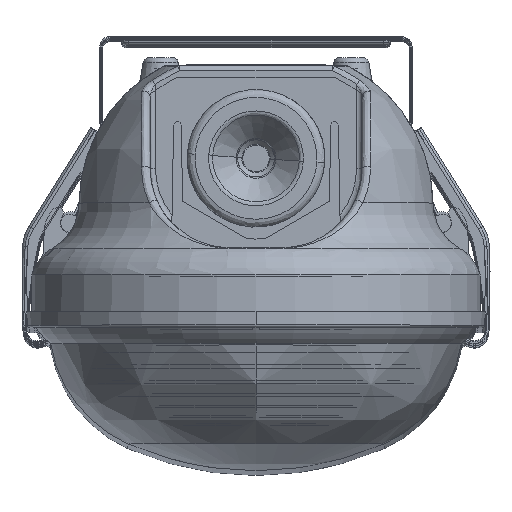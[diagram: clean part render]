
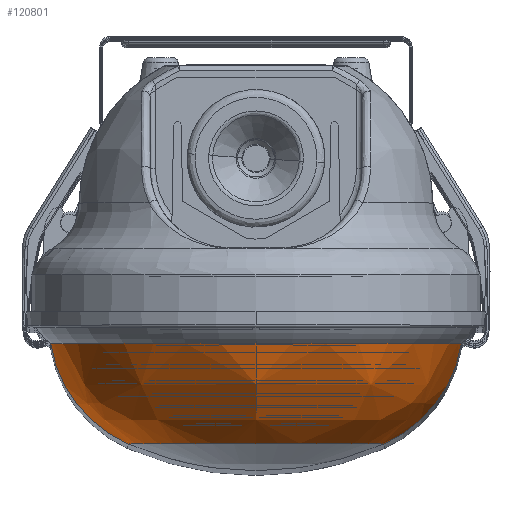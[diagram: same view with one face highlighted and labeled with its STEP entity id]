
A CAD part, top view. The second image highlights one B-rep face of the part: STEP entity #120801.
In plain terms, the highlighted free-form (B-spline) face has degree [3, 3] with [4, 4] control points.
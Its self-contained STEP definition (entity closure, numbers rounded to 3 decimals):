
#2543 = CIRCLE ( 'NONE', #30006, 25. ) ;
#4182 = CARTESIAN_POINT ( 'NONE',  ( 67.877, -21.412, 321.246 ) ) ;
#7342 = CARTESIAN_POINT ( 'NONE',  ( 61.204, -6., 334.592 ) ) ;
#12981 = DIRECTION ( 'NONE',  ( 0., -1., 0. ) ) ;
#15221 = FACE_OUTER_BOUND ( 'NONE', #33910, .T. ) ;
#16026 = EDGE_CURVE ( 'NONE', #101145, #35301, #2543, .T. ) ;
#22389 = DIRECTION ( 'NONE',  ( -1., 0., 0. ) ) ;
#24894 = VERTEX_POINT ( 'NONE', #50957 ) ;
#25188 = CARTESIAN_POINT ( 'NONE',  ( 137.419, -14.554, 257. ) ) ;
#27074 = ORIENTED_EDGE ( 'NONE', *, *, #74042, .F. ) ;
#29554 = ORIENTED_EDGE ( 'NONE', *, *, #16026, .F. ) ;
#29588 = AXIS2_PLACEMENT_3D ( 'NONE', #82448, #34480, #104454 ) ;
#30006 = AXIS2_PLACEMENT_3D ( 'NONE', #39856, #77402, #99474 ) ;
#30398 = CARTESIAN_POINT ( 'NONE',  ( 114.113, -2.028, 257. ) ) ;
#30855 = EDGE_CURVE ( 'NONE', #24894, #35301, #82655, .T. ) ;
#33815 = CARTESIAN_POINT ( 'NONE',  ( 61.204, -6., 257. ) ) ;
#33910 = EDGE_LOOP ( 'NONE', ( #110165, #29554, #27074, #121357 ) ) ;
#34319 = CARTESIAN_POINT ( 'NONE',  ( 75.806, -24.906, 305.388 ) ) ;
#34480 = DIRECTION ( 'NONE',  ( 0., -1., 0. ) ) ;
#35301 = VERTEX_POINT ( 'NONE', #84257 ) ;
#39732 = VERTEX_POINT ( 'NONE', #117497 ) ;
#39856 = CARTESIAN_POINT ( 'NONE',  ( 85.887, -2.028, 257. ) ) ;
#40338 = EDGE_CURVE ( 'NONE', #39732, #24894, #69253, .T. ) ;
#46597 = AXIS2_PLACEMENT_3D ( 'NONE', #117486, #12981, #50488 ) ;
#50488 = DIRECTION ( 'NONE',  ( 1., 0., 0. ) ) ;
#50957 = CARTESIAN_POINT ( 'NONE',  ( 138.796, -6., 257. ) ) ;
#51456 =( BOUNDED_SURFACE ( )  B_SPLINE_SURFACE ( 3, 3, ( 
 ( #52741, #118530, #34319, #71851 ),
 ( #109301, #53362, #4182, #92220 ),
 ( #25188, #82404, #54094, #54698 ),
 ( #71969, #72570, #7342, #33815 ) ),
 .UNSPECIFIED., .F., .F., .F. ) 
 B_SPLINE_SURFACE_WITH_KNOTS ( ( 4, 4 ),
 ( 4, 4 ),
 ( 0., 1. ),
 ( 0., 1. ),
 .UNSPECIFIED. ) 
 GEOMETRIC_REPRESENTATION_ITEM ( )  RATIONAL_B_SPLINE_SURFACE ( (
 ( 1., 0.333, 0.333, 1.),
 ( 0.919, 0.306, 0.306, 0.919),
 ( 0.919, 0.306, 0.306, 0.919),
 ( 1., 0.333, 0.333, 1.) ) ) 
 REPRESENTATION_ITEM ( '' )  SURFACE ( )  );
#52741 = CARTESIAN_POINT ( 'NONE',  ( 124.194, -24.906, 257. ) ) ;
#53362 = CARTESIAN_POINT ( 'NONE',  ( 132.123, -21.412, 321.246 ) ) ;
#54094 = CARTESIAN_POINT ( 'NONE',  ( 62.581, -14.554, 331.839 ) ) ;
#54698 = CARTESIAN_POINT ( 'NONE',  ( 62.581, -14.554, 257. ) ) ;
#69253 = CIRCLE ( 'NONE', #120313, 25. ) ;
#71851 = CARTESIAN_POINT ( 'NONE',  ( 75.806, -24.906, 257. ) ) ;
#71969 = CARTESIAN_POINT ( 'NONE',  ( 138.796, -6., 257. ) ) ;
#72570 = CARTESIAN_POINT ( 'NONE',  ( 138.796, -6., 334.592 ) ) ;
#74042 = EDGE_CURVE ( 'NONE', #39732, #101145, #74191, .T. ) ;
#74191 = CIRCLE ( 'NONE', #46597, 24.194 ) ;
#77402 = DIRECTION ( 'NONE',  ( 0., 0., -1. ) ) ;
#78382 = DIRECTION ( 'NONE',  ( 0., 0., 1. ) ) ;
#82404 = CARTESIAN_POINT ( 'NONE',  ( 137.419, -14.554, 331.839 ) ) ;
#82448 = CARTESIAN_POINT ( 'NONE',  ( 100., -6., 257. ) ) ;
#82655 = CIRCLE ( 'NONE', #29588, 38.796 ) ;
#84257 = CARTESIAN_POINT ( 'NONE',  ( 61.204, -6., 257. ) ) ;
#92220 = CARTESIAN_POINT ( 'NONE',  ( 67.877, -21.412, 257. ) ) ;
#99474 = DIRECTION ( 'NONE',  ( 1., 0., 0. ) ) ;
#101145 = VERTEX_POINT ( 'NONE', #115647 ) ;
#104454 = DIRECTION ( 'NONE',  ( 1., 0., 0. ) ) ;
#109301 = CARTESIAN_POINT ( 'NONE',  ( 132.123, -21.412, 257. ) ) ;
#110165 = ORIENTED_EDGE ( 'NONE', *, *, #30855, .T. ) ;
#115647 = CARTESIAN_POINT ( 'NONE',  ( 75.806, -24.906, 257. ) ) ;
#117486 = CARTESIAN_POINT ( 'NONE',  ( 100., -24.906, 257. ) ) ;
#117497 = CARTESIAN_POINT ( 'NONE',  ( 124.194, -24.906, 257. ) ) ;
#118530 = CARTESIAN_POINT ( 'NONE',  ( 124.194, -24.906, 305.388 ) ) ;
#120313 = AXIS2_PLACEMENT_3D ( 'NONE', #30398, #78382, #22389 ) ;
#120801 = ADVANCED_FACE ( 'NONE', ( #15221 ), #51456, .T. ) ;
#121357 = ORIENTED_EDGE ( 'NONE', *, *, #40338, .T. ) ;
